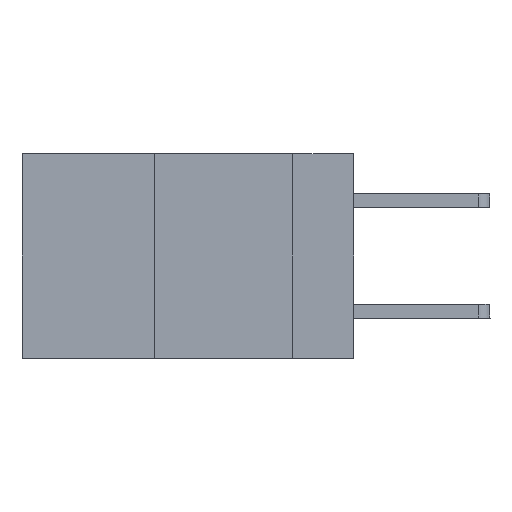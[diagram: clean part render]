
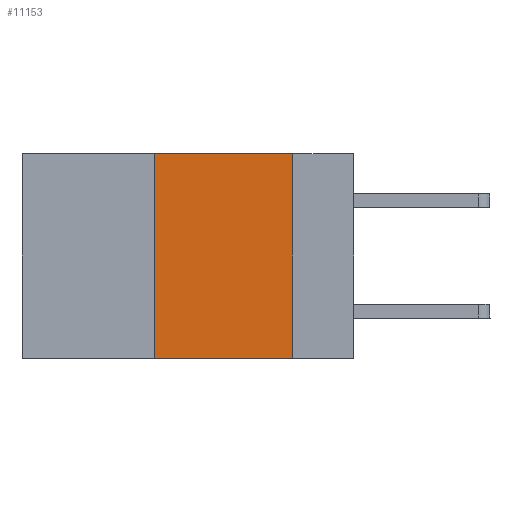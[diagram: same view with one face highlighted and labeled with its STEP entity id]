
A CAD part, left-side view. The second image highlights one B-rep face of the part: STEP entity #11153.
In plain terms, the highlighted planar face has unit normal (-1, 0, 0).
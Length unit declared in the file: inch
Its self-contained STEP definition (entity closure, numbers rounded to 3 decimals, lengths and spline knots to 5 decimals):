
#281 = EDGE_CURVE ( 'NONE', #8319, #8493, #2522, .T. ) ;
#691 = ORIENTED_EDGE ( 'NONE', *, *, #8164, .T. ) ;
#761 = EDGE_CURVE ( 'NONE', #8493, #6834, #11283, .T. ) ;
#1631 = LINE ( 'NONE', #11274, #5792 ) ;
#2522 = LINE ( 'NONE', #9474, #10138 ) ;
#2615 = CARTESIAN_POINT ( 'NONE',  ( 0., 0.6, 0. ) ) ;
#2796 = DIRECTION ( 'NONE',  ( 1., 0., 0. ) ) ;
#3479 = DIRECTION ( 'NONE',  ( 0., -1., 0. ) ) ;
#3611 = CARTESIAN_POINT ( 'NONE',  ( 0., 0.6, 0. ) ) ;
#4086 = ORIENTED_EDGE ( 'NONE', *, *, #11157, .F. ) ;
#4418 = FACE_OUTER_BOUND ( 'NONE', #5542, .T. ) ;
#4659 = VERTEX_POINT ( 'NONE', #8093 ) ;
#5018 = VECTOR ( 'NONE', #3479, 39.37008 ) ;
#5542 = EDGE_LOOP ( 'NONE', ( #4086, #9946, #7186, #691 ) ) ;
#5792 = VECTOR ( 'NONE', #9630, 39.37008 ) ;
#6005 = AXIS2_PLACEMENT_3D ( 'NONE', #3611, #2796, #8862 ) ;
#6302 = CARTESIAN_POINT ( 'NONE',  ( 0., 0.11, 0. ) ) ;
#6331 = LINE ( 'NONE', #7415, #6739 ) ;
#6739 = VECTOR ( 'NONE', #8267, 39.37008 ) ;
#6834 = VERTEX_POINT ( 'NONE', #6302 ) ;
#6917 = CARTESIAN_POINT ( 'NONE',  ( 0., 0.36, 0. ) ) ;
#6971 = DIRECTION ( 'NONE',  ( 0., 0., 1. ) ) ;
#7072 = PLANE ( 'NONE',  #6005 ) ;
#7186 = ORIENTED_EDGE ( 'NONE', *, *, #281, .F. ) ;
#7415 = CARTESIAN_POINT ( 'NONE',  ( 0., 0.11, 0. ) ) ;
#8093 = CARTESIAN_POINT ( 'NONE',  ( 0., 0.11, -0.37 ) ) ;
#8164 = EDGE_CURVE ( 'NONE', #8319, #4659, #1631, .T. ) ;
#8267 = DIRECTION ( 'NONE',  ( 0., 0., -1. ) ) ;
#8319 = VERTEX_POINT ( 'NONE', #10015 ) ;
#8493 = VERTEX_POINT ( 'NONE', #6917 ) ;
#8862 = DIRECTION ( 'NONE',  ( 0., 0., -1. ) ) ;
#9474 = CARTESIAN_POINT ( 'NONE',  ( 0., 0.36, 0. ) ) ;
#9630 = DIRECTION ( 'NONE',  ( 0., -1., 0. ) ) ;
#9946 = ORIENTED_EDGE ( 'NONE', *, *, #761, .F. ) ;
#10015 = CARTESIAN_POINT ( 'NONE',  ( 0., 0.36, -0.37 ) ) ;
#10138 = VECTOR ( 'NONE', #6971, 39.37008 ) ;
#11153 = ADVANCED_FACE ( 'NONE', ( #4418 ), #7072, .F. ) ;
#11157 = EDGE_CURVE ( 'NONE', #6834, #4659, #6331, .T. ) ;
#11274 = CARTESIAN_POINT ( 'NONE',  ( 0., 0.6, -0.37 ) ) ;
#11283 = LINE ( 'NONE', #2615, #5018 ) ;
